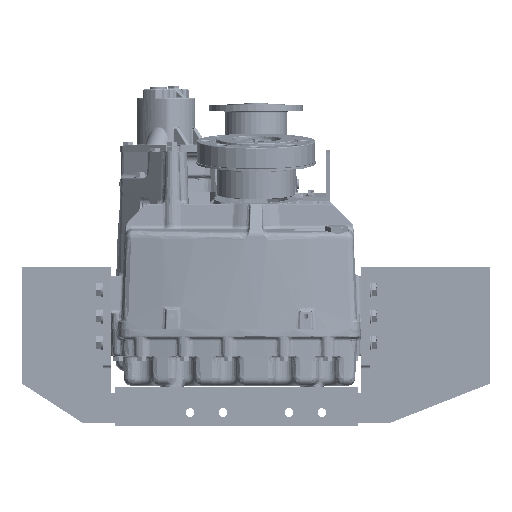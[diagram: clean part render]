
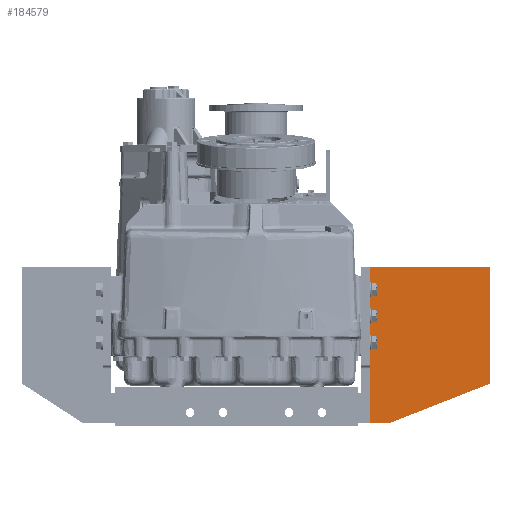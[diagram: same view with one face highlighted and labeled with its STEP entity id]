
A CAD part, front view. The second image highlights one B-rep face of the part: STEP entity #184579.
In plain terms, the highlighted planar face has unit normal (0, -1, 0).
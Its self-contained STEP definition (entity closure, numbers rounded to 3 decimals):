
#2355 = CARTESIAN_POINT ( 'NONE',  ( 450.85, -127., 231.762 ) ) ;
#6020 = EDGE_LOOP ( 'NONE', ( #238500, #58836, #25176, #16069, #219234 ) ) ;
#6445 = EDGE_CURVE ( 'NONE', #203607, #209971, #47525, .T. ) ;
#12542 = CARTESIAN_POINT ( 'NONE',  ( 257.175, -127., -69.863 ) ) ;
#16069 = ORIENTED_EDGE ( 'NONE', *, *, #220404, .T. ) ;
#25176 = ORIENTED_EDGE ( 'NONE', *, *, #227854, .T. ) ;
#35966 = CARTESIAN_POINT ( 'NONE',  ( 219.075, -127., 231.762 ) ) ;
#41423 = VECTOR ( 'NONE', #139674, 1000. ) ;
#41889 = LINE ( 'NONE', #53841, #44833 ) ;
#44833 = VECTOR ( 'NONE', #189646, 1000. ) ;
#47525 = LINE ( 'NONE', #100531, #41423 ) ;
#53461 = CARTESIAN_POINT ( 'NONE',  ( 450.85, -127., 6.337 ) ) ;
#53841 = CARTESIAN_POINT ( 'NONE',  ( 450.85, -127., 119.05 ) ) ;
#58836 = ORIENTED_EDGE ( 'NONE', *, *, #77105, .T. ) ;
#60490 = CARTESIAN_POINT ( 'NONE',  ( 219.075, -127., -69.863 ) ) ;
#77105 = EDGE_CURVE ( 'NONE', #209971, #78821, #213291, .T. ) ;
#78821 = VERTEX_POINT ( 'NONE', #53461 ) ;
#86076 = VECTOR ( 'NONE', #161006, 1000. ) ;
#100531 = CARTESIAN_POINT ( 'NONE',  ( 334.962, -127., -69.863 ) ) ;
#101692 = VERTEX_POINT ( 'NONE', #2355 ) ;
#109952 = CARTESIAN_POINT ( 'NONE',  ( 219.075, -127., 231.762 ) ) ;
#126120 = PLANE ( 'NONE',  #196820 ) ;
#130287 = DIRECTION ( 'NONE',  ( 0., -1., 0. ) ) ;
#136752 = VECTOR ( 'NONE', #214156, 1000. ) ;
#137890 = CARTESIAN_POINT ( 'NONE',  ( 219.075, -127., 80.95 ) ) ;
#139674 = DIRECTION ( 'NONE',  ( 1., 0., 0. ) ) ;
#151062 = LINE ( 'NONE', #253372, #224450 ) ;
#155203 = CARTESIAN_POINT ( 'NONE',  ( 257.175, -127., -69.863 ) ) ;
#155873 = FACE_OUTER_BOUND ( 'NONE', #6020, .T. ) ;
#156373 = LINE ( 'NONE', #137890, #86076 ) ;
#161006 = DIRECTION ( 'NONE',  ( 0., 0., -1. ) ) ;
#168938 = VERTEX_POINT ( 'NONE', #35966 ) ;
#175573 = DIRECTION ( 'NONE',  ( -1., 0., 0. ) ) ;
#184579 = ADVANCED_FACE ( 'NONE', ( #155873 ), #126120, .T. ) ;
#186767 = DIRECTION ( 'NONE',  ( 0., 0., -1. ) ) ;
#189646 = DIRECTION ( 'NONE',  ( 0., 0., 1. ) ) ;
#196820 = AXIS2_PLACEMENT_3D ( 'NONE', #109952, #130287, #186767 ) ;
#203607 = VERTEX_POINT ( 'NONE', #60490 ) ;
#209971 = VERTEX_POINT ( 'NONE', #12542 ) ;
#213291 = LINE ( 'NONE', #155203, #136752 ) ;
#214156 = DIRECTION ( 'NONE',  ( 0.931, 0., 0.366 ) ) ;
#219234 = ORIENTED_EDGE ( 'NONE', *, *, #224804, .T. ) ;
#220404 = EDGE_CURVE ( 'NONE', #101692, #168938, #151062, .T. ) ;
#224450 = VECTOR ( 'NONE', #175573, 1000. ) ;
#224804 = EDGE_CURVE ( 'NONE', #168938, #203607, #156373, .T. ) ;
#227854 = EDGE_CURVE ( 'NONE', #78821, #101692, #41889, .T. ) ;
#238500 = ORIENTED_EDGE ( 'NONE', *, *, #6445, .T. ) ;
#253372 = CARTESIAN_POINT ( 'NONE',  ( 334.962, -127., 231.762 ) ) ;
